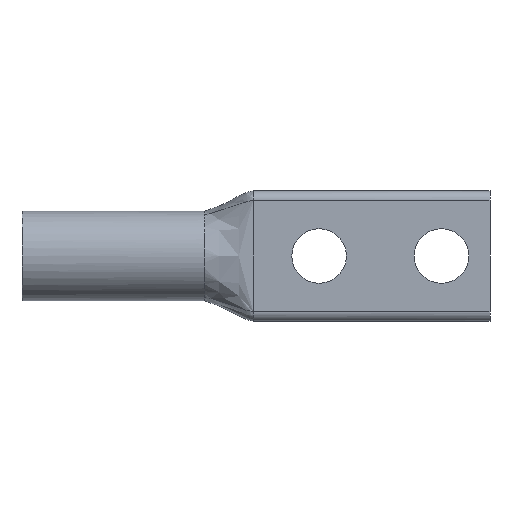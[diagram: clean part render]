
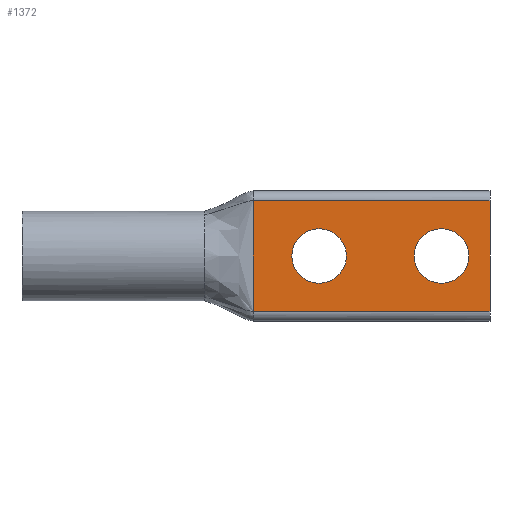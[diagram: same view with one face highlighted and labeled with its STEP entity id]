
A CAD part, front view. The second image highlights one B-rep face of the part: STEP entity #1372.
In plain terms, the highlighted planar face has unit normal (0, -1, 0).
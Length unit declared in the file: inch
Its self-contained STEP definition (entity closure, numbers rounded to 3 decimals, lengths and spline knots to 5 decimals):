
#13 = DIRECTION ( 'NONE',  ( 0., 1., 0. ) ) ;
#21 = CARTESIAN_POINT ( 'NONE',  ( 1.53, 0., 0. ) ) ;
#41 = VERTEX_POINT ( 'NONE', #1428 ) ;
#68 = LINE ( 'NONE', #766, #411 ) ;
#88 = VERTEX_POINT ( 'NONE', #259 ) ;
#95 = CARTESIAN_POINT ( 'NONE',  ( 1.19, 0., 0.285 ) ) ;
#112 = FACE_OUTER_BOUND ( 'NONE', #693, .T. ) ;
#120 = DIRECTION ( 'NONE',  ( 0., -1., 0. ) ) ;
#158 = EDGE_CURVE ( 'NONE', #1342, #1463, #801, .T. ) ;
#166 = CARTESIAN_POINT ( 'NONE',  ( 2.41, 0., 0.285 ) ) ;
#175 = VERTEX_POINT ( 'NONE', #582 ) ;
#181 = VECTOR ( 'NONE', #231, 39.37008 ) ;
#211 = LINE ( 'NONE', #756, #717 ) ;
#231 = DIRECTION ( 'NONE',  ( -1., 0., 0. ) ) ;
#240 = DIRECTION ( 'NONE',  ( 0., 0., -1. ) ) ;
#259 = CARTESIAN_POINT ( 'NONE',  ( 2.16, 0., -0.1405 ) ) ;
#352 = EDGE_CURVE ( 'NONE', #175, #1413, #211, .T. ) ;
#355 = CIRCLE ( 'NONE', #918, 0.1405 ) ;
#372 = DIRECTION ( 'NONE',  ( 1., 0., 0. ) ) ;
#383 = CARTESIAN_POINT ( 'NONE',  ( 1.53, 0., -0.1405 ) ) ;
#409 = VECTOR ( 'NONE', #372, 39.37008 ) ;
#411 = VECTOR ( 'NONE', #1013, 39.37008 ) ;
#443 = CARTESIAN_POINT ( 'NONE',  ( 2.16, 0., 0.1405 ) ) ;
#507 = EDGE_CURVE ( 'NONE', #1413, #987, #1582, .T. ) ;
#518 = CARTESIAN_POINT ( 'NONE',  ( 3.08742, 0., -0.285 ) ) ;
#523 = EDGE_LOOP ( 'NONE', ( #1055, #1371 ) ) ;
#582 = CARTESIAN_POINT ( 'NONE',  ( 1.19, 0., -0.285 ) ) ;
#583 = CARTESIAN_POINT ( 'NONE',  ( 2.16, 0., 0. ) ) ;
#636 = AXIS2_PLACEMENT_3D ( 'NONE', #583, #1201, #977 ) ;
#651 = LINE ( 'NONE', #518, #181 ) ;
#690 = AXIS2_PLACEMENT_3D ( 'NONE', #21, #986, #1493 ) ;
#693 = EDGE_LOOP ( 'NONE', ( #1086, #995, #885, #697 ) ) ;
#697 = ORIENTED_EDGE ( 'NONE', *, *, #1302, .F. ) ;
#717 = VECTOR ( 'NONE', #1134, 39.37008 ) ;
#756 = CARTESIAN_POINT ( 'NONE',  ( 1.19, 0., 0. ) ) ;
#766 = CARTESIAN_POINT ( 'NONE',  ( 2.41, 0., 0. ) ) ;
#801 = CIRCLE ( 'NONE', #1465, 0.1405 ) ;
#802 = FACE_BOUND ( 'NONE', #523, .T. ) ;
#826 = VERTEX_POINT ( 'NONE', #443 ) ;
#827 = CIRCLE ( 'NONE', #690, 0.1405 ) ;
#857 = CIRCLE ( 'NONE', #636, 0.1405 ) ;
#876 = CARTESIAN_POINT ( 'NONE',  ( 1.53, 0., 0.1405 ) ) ;
#885 = ORIENTED_EDGE ( 'NONE', *, *, #1403, .F. ) ;
#918 = AXIS2_PLACEMENT_3D ( 'NONE', #1316, #1303, #1572 ) ;
#966 = DIRECTION ( 'NONE',  ( 0., 0., 1. ) ) ;
#977 = DIRECTION ( 'NONE',  ( 0., 0., 1. ) ) ;
#986 = DIRECTION ( 'NONE',  ( 0., 1., 0. ) ) ;
#987 = VERTEX_POINT ( 'NONE', #166 ) ;
#995 = ORIENTED_EDGE ( 'NONE', *, *, #352, .F. ) ;
#1013 = DIRECTION ( 'NONE',  ( 0., 0., -1. ) ) ;
#1055 = ORIENTED_EDGE ( 'NONE', *, *, #1237, .T. ) ;
#1086 = ORIENTED_EDGE ( 'NONE', *, *, #507, .F. ) ;
#1134 = DIRECTION ( 'NONE',  ( 0., 0., 1. ) ) ;
#1174 = PLANE ( 'NONE',  #1607 ) ;
#1201 = DIRECTION ( 'NONE',  ( 0., 1., 0. ) ) ;
#1208 = CARTESIAN_POINT ( 'NONE',  ( 1.53, 0., 0. ) ) ;
#1237 = EDGE_CURVE ( 'NONE', #1463, #1342, #827, .T. ) ;
#1268 = EDGE_CURVE ( 'NONE', #88, #826, #857, .T. ) ;
#1302 = EDGE_CURVE ( 'NONE', #987, #41, #68, .T. ) ;
#1303 = DIRECTION ( 'NONE',  ( 0., 1., 0. ) ) ;
#1316 = CARTESIAN_POINT ( 'NONE',  ( 2.16, 0., 0. ) ) ;
#1326 = CARTESIAN_POINT ( 'NONE',  ( 3.08742, 0., 0.285 ) ) ;
#1328 = FACE_BOUND ( 'NONE', #1627, .T. ) ;
#1342 = VERTEX_POINT ( 'NONE', #383 ) ;
#1371 = ORIENTED_EDGE ( 'NONE', *, *, #158, .T. ) ;
#1372 = ADVANCED_FACE ( 'NONE', ( #112, #802, #1328 ), #1174, .T. ) ;
#1403 = EDGE_CURVE ( 'NONE', #41, #175, #651, .T. ) ;
#1413 = VERTEX_POINT ( 'NONE', #95 ) ;
#1426 = EDGE_CURVE ( 'NONE', #826, #88, #355, .T. ) ;
#1428 = CARTESIAN_POINT ( 'NONE',  ( 2.41, 0., -0.285 ) ) ;
#1463 = VERTEX_POINT ( 'NONE', #876 ) ;
#1465 = AXIS2_PLACEMENT_3D ( 'NONE', #1208, #13, #966 ) ;
#1487 = ORIENTED_EDGE ( 'NONE', *, *, #1268, .T. ) ;
#1493 = DIRECTION ( 'NONE',  ( 0., 0., 1. ) ) ;
#1551 = ORIENTED_EDGE ( 'NONE', *, *, #1426, .T. ) ;
#1572 = DIRECTION ( 'NONE',  ( 0., 0., 1. ) ) ;
#1582 = LINE ( 'NONE', #1326, #409 ) ;
#1607 = AXIS2_PLACEMENT_3D ( 'NONE', #1699, #120, #240 ) ;
#1627 = EDGE_LOOP ( 'NONE', ( #1551, #1487 ) ) ;
#1699 = CARTESIAN_POINT ( 'NONE',  ( 3.08742, 0., 0. ) ) ;
